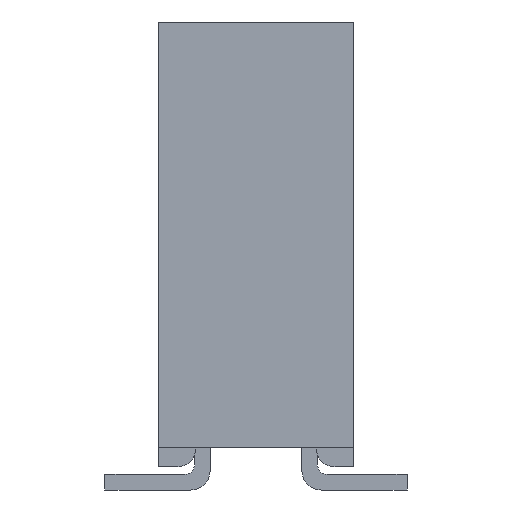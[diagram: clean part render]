
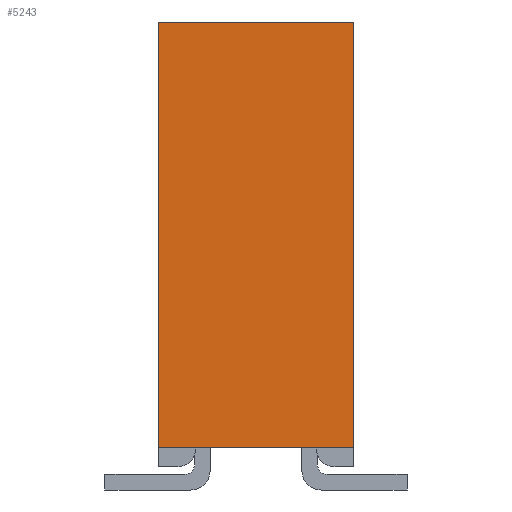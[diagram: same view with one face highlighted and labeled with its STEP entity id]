
A CAD part, left-side view. The second image highlights one B-rep face of the part: STEP entity #5243.
In plain terms, the highlighted planar face has unit normal (-1, 0, 0).
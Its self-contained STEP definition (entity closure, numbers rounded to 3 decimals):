
#5243 = ADVANCED_FACE('',(#5244),#5278,.F.);
#5244 = FACE_BOUND('',#5245,.T.);
#5245 = EDGE_LOOP('',(#5246,#5256,#5264,#5272));
#5246 = ORIENTED_EDGE('',*,*,#5247,.T.);
#5247 = EDGE_CURVE('',#5248,#5250,#5252,.T.);
#5248 = VERTEX_POINT('',#5249);
#5249 = CARTESIAN_POINT('',(-16.637,5.791,-1.27));
#5250 = VERTEX_POINT('',#5251);
#5251 = CARTESIAN_POINT('',(-16.637,0.254,-1.27));
#5252 = LINE('',#5253,#5254);
#5253 = CARTESIAN_POINT('',(-16.637,5.791,-1.27));
#5254 = VECTOR('',#5255,1.);
#5255 = DIRECTION('',(0.,-1.,0.));
#5256 = ORIENTED_EDGE('',*,*,#5257,.T.);
#5257 = EDGE_CURVE('',#5250,#5258,#5260,.T.);
#5258 = VERTEX_POINT('',#5259);
#5259 = CARTESIAN_POINT('',(-16.637,0.254,1.27));
#5260 = LINE('',#5261,#5262);
#5261 = CARTESIAN_POINT('',(-16.637,0.254,-0.787));
#5262 = VECTOR('',#5263,1.);
#5263 = DIRECTION('',(0.,0.,1.));
#5264 = ORIENTED_EDGE('',*,*,#5265,.F.);
#5265 = EDGE_CURVE('',#5266,#5258,#5268,.T.);
#5266 = VERTEX_POINT('',#5267);
#5267 = CARTESIAN_POINT('',(-16.637,5.791,1.27));
#5268 = LINE('',#5269,#5270);
#5269 = CARTESIAN_POINT('',(-16.637,5.791,1.27));
#5270 = VECTOR('',#5271,1.);
#5271 = DIRECTION('',(0.,-1.,0.));
#5272 = ORIENTED_EDGE('',*,*,#5273,.F.);
#5273 = EDGE_CURVE('',#5248,#5266,#5274,.T.);
#5274 = LINE('',#5275,#5276);
#5275 = CARTESIAN_POINT('',(-16.637,5.791,-1.27));
#5276 = VECTOR('',#5277,1.);
#5277 = DIRECTION('',(0.,0.,1.));
#5278 = PLANE('',#5279);
#5279 = AXIS2_PLACEMENT_3D('',#5280,#5281,#5282);
#5280 = CARTESIAN_POINT('',(-16.637,5.791,-1.27));
#5281 = DIRECTION('',(1.,0.,0.));
#5282 = DIRECTION('',(0.,0.,-1.));
